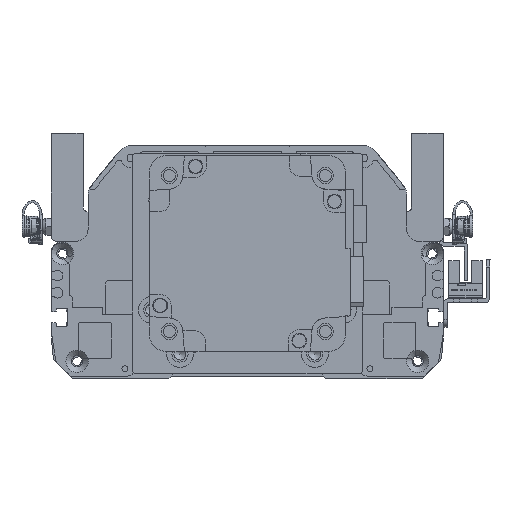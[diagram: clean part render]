
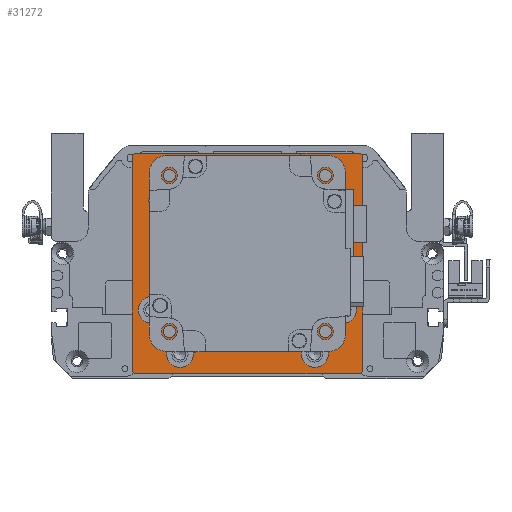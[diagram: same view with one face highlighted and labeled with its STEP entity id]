
A CAD part, front view. The second image highlights one B-rep face of the part: STEP entity #31272.
In plain terms, the highlighted face is planar.
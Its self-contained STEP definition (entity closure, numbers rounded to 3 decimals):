
#1965=FACE_BOUND('',#6779,.T.);
#1966=FACE_BOUND('',#6780,.T.);
#1967=FACE_BOUND('',#6781,.T.);
#1968=FACE_BOUND('',#6782,.T.);
#1969=FACE_BOUND('',#6783,.T.);
#1970=FACE_BOUND('',#6784,.T.);
#1971=FACE_BOUND('',#6785,.T.);
#1972=FACE_BOUND('',#6786,.T.);
#1973=FACE_BOUND('',#6787,.T.);
#2610=PLANE('',#34706);
#4860=FACE_OUTER_BOUND('',#6778,.T.);
#6778=EDGE_LOOP('',(#28535,#28536,#28537,#28538,#28539,#28540,#28541,#28542));
#6779=EDGE_LOOP('',(#28543));
#6780=EDGE_LOOP('',(#28544));
#6781=EDGE_LOOP('',(#28545));
#6782=EDGE_LOOP('',(#28546));
#6783=EDGE_LOOP('',(#28547));
#6784=EDGE_LOOP('',(#28548));
#6785=EDGE_LOOP('',(#28549));
#6786=EDGE_LOOP('',(#28550));
#6787=EDGE_LOOP('',(#28551));
#9176=LINE('',#55476,#11597);
#9178=LINE('',#55480,#11599);
#9181=LINE('',#55486,#11602);
#9182=LINE('',#55488,#11603);
#9183=LINE('',#55490,#11604);
#9184=LINE('',#55492,#11605);
#9185=LINE('',#55494,#11606);
#9186=LINE('',#55495,#11607);
#11597=VECTOR('',#42795,10.);
#11599=VECTOR('',#42799,10.);
#11602=VECTOR('',#42804,10.);
#11603=VECTOR('',#42805,10.);
#11604=VECTOR('',#42806,10.);
#11605=VECTOR('',#42807,10.);
#11606=VECTOR('',#42808,10.);
#11607=VECTOR('',#42809,10.);
#13220=CIRCLE('',#34707,35.);
#13221=CIRCLE('',#34708,2.459);
#13222=CIRCLE('',#34709,2.459);
#13223=CIRCLE('',#34710,2.459);
#13224=CIRCLE('',#34711,2.459);
#13225=CIRCLE('',#34712,5.5);
#13226=CIRCLE('',#34713,5.5);
#13227=CIRCLE('',#34714,5.5);
#13228=CIRCLE('',#34715,5.5);
#15994=VERTEX_POINT('',#55473);
#15995=VERTEX_POINT('',#55475);
#15996=VERTEX_POINT('',#55479);
#15998=VERTEX_POINT('',#55485);
#15999=VERTEX_POINT('',#55487);
#16000=VERTEX_POINT('',#55489);
#16001=VERTEX_POINT('',#55491);
#16002=VERTEX_POINT('',#55493);
#16003=VERTEX_POINT('',#55496);
#16004=VERTEX_POINT('',#55498);
#16005=VERTEX_POINT('',#55500);
#16006=VERTEX_POINT('',#55502);
#16007=VERTEX_POINT('',#55504);
#16008=VERTEX_POINT('',#55506);
#16009=VERTEX_POINT('',#55508);
#16010=VERTEX_POINT('',#55510);
#16011=VERTEX_POINT('',#55512);
#20238=EDGE_CURVE('',#15994,#15995,#9176,.T.);
#20240=EDGE_CURVE('',#15996,#15995,#9178,.T.);
#20243=EDGE_CURVE('',#15994,#15998,#9181,.T.);
#20244=EDGE_CURVE('',#15999,#15998,#9182,.T.);
#20245=EDGE_CURVE('',#15999,#16000,#9183,.T.);
#20246=EDGE_CURVE('',#16001,#16000,#9184,.T.);
#20247=EDGE_CURVE('',#16001,#16002,#9185,.T.);
#20248=EDGE_CURVE('',#15996,#16002,#9186,.T.);
#20249=EDGE_CURVE('',#16003,#16003,#13220,.T.);
#20250=EDGE_CURVE('',#16004,#16004,#13221,.T.);
#20251=EDGE_CURVE('',#16005,#16005,#13222,.T.);
#20252=EDGE_CURVE('',#16006,#16006,#13223,.T.);
#20253=EDGE_CURVE('',#16007,#16007,#13224,.T.);
#20254=EDGE_CURVE('',#16008,#16008,#13225,.T.);
#20255=EDGE_CURVE('',#16009,#16009,#13226,.T.);
#20256=EDGE_CURVE('',#16010,#16010,#13227,.T.);
#20257=EDGE_CURVE('',#16011,#16011,#13228,.T.);
#28535=ORIENTED_EDGE('',*,*,#20238,.F.);
#28536=ORIENTED_EDGE('',*,*,#20243,.T.);
#28537=ORIENTED_EDGE('',*,*,#20244,.F.);
#28538=ORIENTED_EDGE('',*,*,#20245,.T.);
#28539=ORIENTED_EDGE('',*,*,#20246,.F.);
#28540=ORIENTED_EDGE('',*,*,#20247,.T.);
#28541=ORIENTED_EDGE('',*,*,#20248,.F.);
#28542=ORIENTED_EDGE('',*,*,#20240,.T.);
#28543=ORIENTED_EDGE('',*,*,#20249,.T.);
#28544=ORIENTED_EDGE('',*,*,#20250,.T.);
#28545=ORIENTED_EDGE('',*,*,#20251,.T.);
#28546=ORIENTED_EDGE('',*,*,#20252,.T.);
#28547=ORIENTED_EDGE('',*,*,#20253,.T.);
#28548=ORIENTED_EDGE('',*,*,#20254,.T.);
#28549=ORIENTED_EDGE('',*,*,#20255,.T.);
#28550=ORIENTED_EDGE('',*,*,#20256,.T.);
#28551=ORIENTED_EDGE('',*,*,#20257,.T.);
#31272=ADVANCED_FACE('',(#4860,#1965,#1966,#1967,#1968,#1969,#1970,#1971,
#1972,#1973),#2610,.T.);
#34706=AXIS2_PLACEMENT_3D('',#55484,#42802,#42803);
#34707=AXIS2_PLACEMENT_3D('',#55497,#42810,#42811);
#34708=AXIS2_PLACEMENT_3D('',#55499,#42812,#42813);
#34709=AXIS2_PLACEMENT_3D('',#55501,#42814,#42815);
#34710=AXIS2_PLACEMENT_3D('',#55503,#42816,#42817);
#34711=AXIS2_PLACEMENT_3D('',#55505,#42818,#42819);
#34712=AXIS2_PLACEMENT_3D('',#55507,#42820,#42821);
#34713=AXIS2_PLACEMENT_3D('',#55509,#42822,#42823);
#34714=AXIS2_PLACEMENT_3D('',#55511,#42824,#42825);
#34715=AXIS2_PLACEMENT_3D('',#55513,#42826,#42827);
#42795=DIRECTION('',(0.707,0.707,0.));
#42799=DIRECTION('',(-1.,0.,0.));
#42802=DIRECTION('center_axis',(0.,0.,1.));
#42803=DIRECTION('ref_axis',(1.,0.,0.));
#42804=DIRECTION('',(0.,-1.,0.));
#42805=DIRECTION('',(-0.707,0.707,0.));
#42806=DIRECTION('',(1.,0.,0.));
#42807=DIRECTION('',(-0.707,-0.707,0.));
#42808=DIRECTION('',(0.,1.,0.));
#42809=DIRECTION('',(0.707,-0.707,0.));
#42810=DIRECTION('center_axis',(0.,0.,-1.));
#42811=DIRECTION('ref_axis',(1.,0.,0.));
#42812=DIRECTION('center_axis',(0.,0.,-1.));
#42813=DIRECTION('ref_axis',(1.,0.,0.));
#42814=DIRECTION('center_axis',(0.,0.,-1.));
#42815=DIRECTION('ref_axis',(1.,0.,0.));
#42816=DIRECTION('center_axis',(0.,0.,-1.));
#42817=DIRECTION('ref_axis',(1.,0.,0.));
#42818=DIRECTION('center_axis',(0.,0.,-1.));
#42819=DIRECTION('ref_axis',(1.,0.,0.));
#42820=DIRECTION('center_axis',(0.,0.,-1.));
#42821=DIRECTION('ref_axis',(1.,0.,0.));
#42822=DIRECTION('center_axis',(0.,0.,-1.));
#42823=DIRECTION('ref_axis',(1.,0.,0.));
#42824=DIRECTION('center_axis',(0.,0.,-1.));
#42825=DIRECTION('ref_axis',(1.,0.,0.));
#42826=DIRECTION('center_axis',(0.,0.,-1.));
#42827=DIRECTION('ref_axis',(1.,0.,0.));
#55473=CARTESIAN_POINT('',(-47.,44.5,76.));
#55475=CARTESIAN_POINT('',(-46.,45.5,76.));
#55476=CARTESIAN_POINT('',(-46.125,45.375,76.));
#55479=CARTESIAN_POINT('',(46.,45.5,76.));
#55480=CARTESIAN_POINT('',(47.,45.5,76.));
#55484=CARTESIAN_POINT('Origin',(0.,0.,
76.));
#55485=CARTESIAN_POINT('',(-47.,-43.5,76.));
#55486=CARTESIAN_POINT('',(-47.,44.5,76.));
#55487=CARTESIAN_POINT('',(-46.,-44.5,76.));
#55488=CARTESIAN_POINT('',(-45.875,-44.625,76.));
#55489=CARTESIAN_POINT('',(46.,-44.5,76.));
#55490=CARTESIAN_POINT('',(-47.,-44.5,76.));
#55491=CARTESIAN_POINT('',(47.,-43.5,76.));
#55492=CARTESIAN_POINT('',(45.875,-44.625,76.));
#55493=CARTESIAN_POINT('',(47.,44.5,76.));
#55494=CARTESIAN_POINT('',(47.,-44.5,76.));
#55495=CARTESIAN_POINT('',(46.125,45.375,76.));
#55496=CARTESIAN_POINT('',(-35.,4.5,76.));
#55497=CARTESIAN_POINT('Origin',(0.,4.5,76.));
#55498=CARTESIAN_POINT('',(29.361,-27.32,76.));
#55499=CARTESIAN_POINT('Origin',(31.82,-27.32,76.));
#55500=CARTESIAN_POINT('',(29.361,36.32,76.));
#55501=CARTESIAN_POINT('Origin',(31.82,36.32,76.));
#55502=CARTESIAN_POINT('',(-34.278,36.32,76.));
#55503=CARTESIAN_POINT('Origin',(-31.82,36.32,76.));
#55504=CARTESIAN_POINT('',(-34.278,-27.32,76.));
#55505=CARTESIAN_POINT('Origin',(-31.82,-27.32,76.));
#55506=CARTESIAN_POINT('',(-44.5,-18.5,76.));
#55507=CARTESIAN_POINT('Origin',(-39.,-18.5,76.));
#55508=CARTESIAN_POINT('',(33.5,-18.5,76.));
#55509=CARTESIAN_POINT('Origin',(39.,-18.5,76.));
#55510=CARTESIAN_POINT('',(22.,-36.5,76.));
#55511=CARTESIAN_POINT('Origin',(27.5,-36.5,76.));
#55512=CARTESIAN_POINT('',(-33.,-36.5,76.));
#55513=CARTESIAN_POINT('Origin',(-27.5,-36.5,76.));
